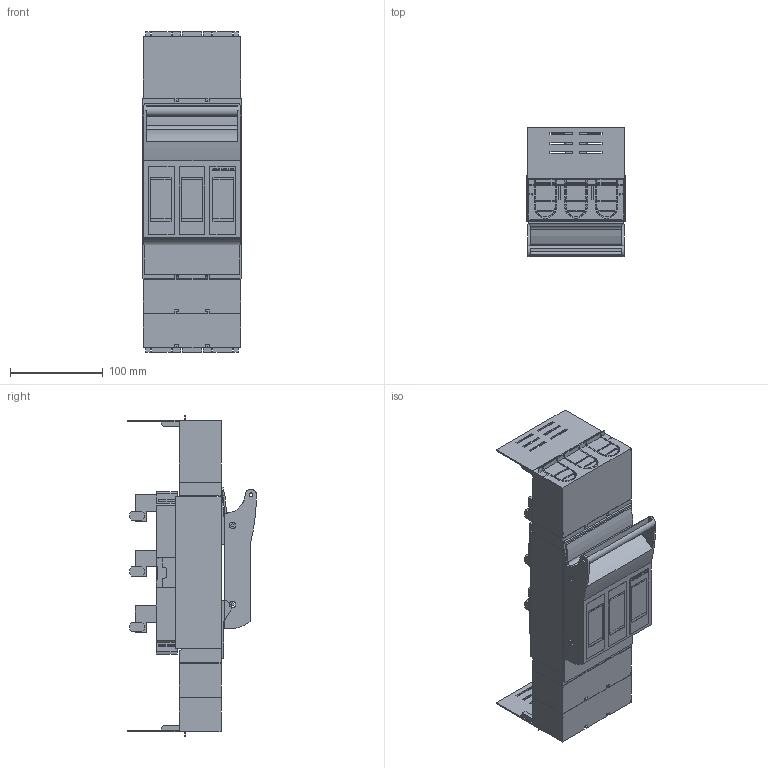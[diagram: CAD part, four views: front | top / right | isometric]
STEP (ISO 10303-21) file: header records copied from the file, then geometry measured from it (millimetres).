
FILE_DESCRIPTION(('CATIA V5 STEP'),'2;1');
FILE_NAME('T0792_10_NH-Sicherungslasttrennschalter-KETO-00-3_60_Ao_F_EST.stp','2019-02-14T08:48:52+00:00',('none'),('Jean Müller GmbH'),'CATIA Version 5 Release 19 SP 9 (IN-10)','CATIA V5 STEP AP214','none');
FILE_SCHEMA(('AUTOMOTIVE_DESIGN { 1 0 10303 214 1 1 1 1 }'));
Products named in the file (23): T0792_10_NH-Sicherungslasttrennschalter-KETO-00-3/60/Ao/F/EST; T0582_03_KETO-00-3/60/Ao; 34171_L_Abdeckung oben Gr00_3-polig; 34172_L_Abdeckung unten Gr00_3-polig; 158594_L_Anschlussschiene L1; 158595_L_Anschlussschiene L2; 158596_L_Anschlussschiene L3; 34200_L01_Frontplatte Gr00_3-polig kpl; 34200_L_Frontplatte Gr00_3-polig; 34207_L01_Scheibe Gr00-KETO; 34207_L_Scheibe Gr00; 5491_10_SK-Klemme kpl  Trenner Gr00; 34209_L_Anschlussraumabdeckung lang KETO-00; 34173_L_Anschlussraumabdeckung kurz; 34262_L_Anschlussraumverlaengerung; 153126_L01_Federkontakt Gr00; 34178_L_Trennergehaeuse Gr00-3-polig_SST; F_00_Anschluss; 68389_L_Sechskanstschraube DIN6921 M8x14; 66901_Spannscheibe DIN 6796-8; 158759_Gewindeplatte; 158598_L_Einspeisewinkel; 67426_Selbstformende Schraube
Assembly tree (38 placements, depth 4):
  T0792_10_NH-Sicherungslasttrennschalter-KETO-00-3/60/Ao/F/EST
    T0582_03_KETO-00-3/60/Ao
      34171_L_Abdeckung oben Gr00_3-polig
      34172_L_Abdeckung unten Gr00_3-polig
      158594_L_Anschlussschiene L1
      158595_L_Anschlussschiene L2
      158596_L_Anschlussschiene L3
      34200_L01_Frontplatte Gr00_3-polig kpl
        34200_L_Frontplatte Gr00_3-polig
        34207_L01_Scheibe Gr00-KETO  x2
        34207_L_Scheibe Gr00
      5491_10_SK-Klemme kpl  Trenner Gr00  x3
      34209_L_Anschlussraumabdeckung lang KETO-00
      34173_L_Anschlussraumabdeckung kurz  x2
      34262_L_Anschlussraumverlaengerung  x2
      153126_L01_Federkontakt Gr00  x3
      34178_L_Trennergehaeuse Gr00-3-polig_SST
    F_00_Anschluss  x6
      68389_L_Sechskanstschraube DIN6921 M8x14
      66901_Spannscheibe DIN 6796-8
      158759_Gewindeplatte
    158598_L_Einspeisewinkel  x3
    67426_Selbstformende Schraube  x3
Bounding box: 105.5 x 138.89 x 344.85 mm (x, y, z)
Volume: 934539 mm3; surface area: 506889.6 mm2
Topology: 48 solids, 50 shells, 4460 faces, 13525 edges, 9025 vertices
Faces by surface type: plane 3431, cylinder 651, cone 252, torus 78, bspline 48
Entity records: 106523 total; most frequent: CARTESIAN_POINT 20760, ORIENTED_EDGE 20254, DIRECTION 13335, EDGE_CURVE 10127, VECTOR 8410, LINE 8410, VERTEX_POINT 6787, EDGE_LOOP 3536
